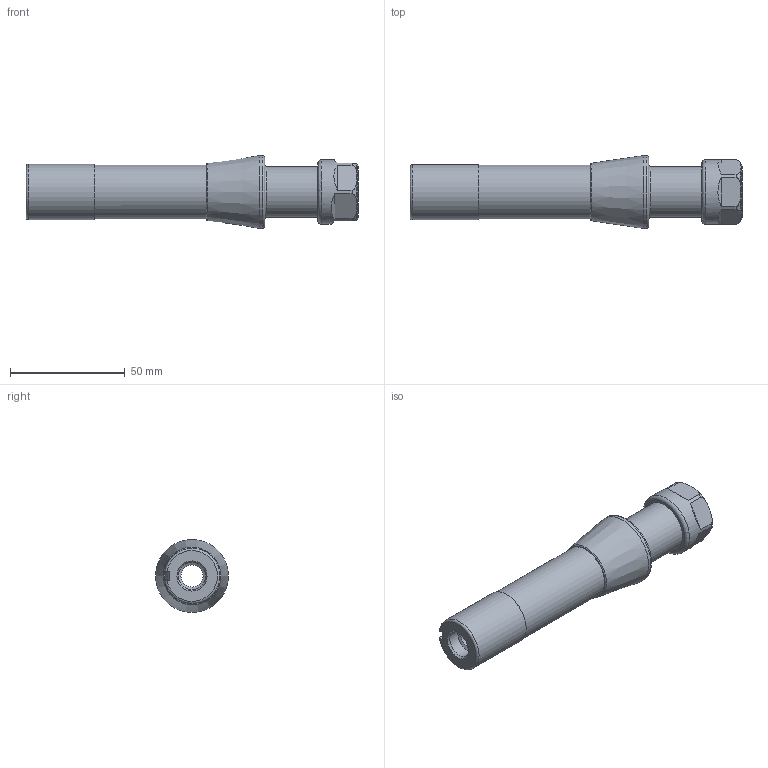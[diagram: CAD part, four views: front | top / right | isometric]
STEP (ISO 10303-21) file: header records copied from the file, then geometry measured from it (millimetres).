
FILE_DESCRIPTION(/* description */ (''),/* implementation_level */ '2;1');
FILE_NAME(/* name */ 'R8-ER16.stp',/* time_stamp */ '2024-06-11T10:54:57+08:00',/* author */ ('Administrator'),/* organization */ (''),/* preprocessor_version */ 'ST-DEVELOPER v20',/* originating_system */ 'Autodesk Inventor 2025',/* authorisation */ '');
FILE_SCHEMA (('AUTOMOTIVE_DESIGN { 1 0 10303 214 3 1 1 }'));
Length unit declared in the file: millimetre
Products named in the file (3): R8-ER16; R8-ER16_1; ER16A (GL) 压帽
Assembly tree (2 placements, depth 2):
  R8-ER16
    R8-ER16_1
    ER16A (GL) 压帽
Bounding box: 144.6 x 31.75 x 31.75 mm (x, y, z)
Volume: 54727.5 mm3; surface area: 19260 mm2
Topology: 2 solids, 2 shells, 69 faces, 175 edges, 114 vertices
Faces by surface type: plane 29, cylinder 14, torus 14, cone 12
Full cylindrical faces by diameter (mm): 9.728 x1, 12 x1, 12.5 x1, 12.8 x1, 16.65 x1, 20.5 x1, 22 x1, 22.5 x1, 23.5 x1, 28 x1, 31.75 x1
Entity records: 2410 total; most frequent: CARTESIAN_POINT 584, DIRECTION 383, ORIENTED_EDGE 350, EDGE_CURVE 175, AXIS2_PLACEMENT_3D 163, VERTEX_POINT 114, CIRCLE 83, EDGE_LOOP 77
